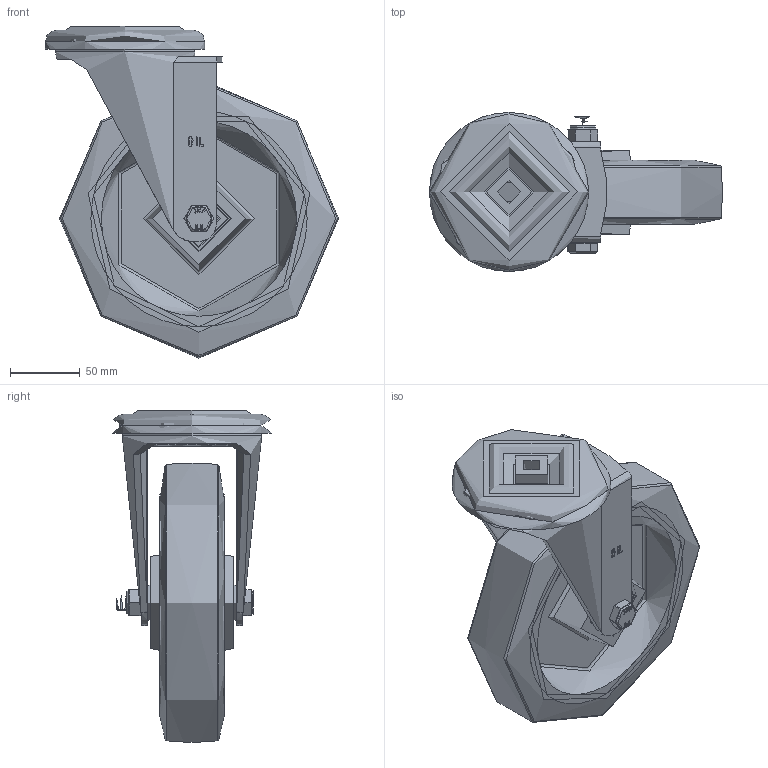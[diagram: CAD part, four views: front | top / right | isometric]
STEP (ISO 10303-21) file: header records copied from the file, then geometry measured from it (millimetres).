
FILE_DESCRIPTION(/* description */ (''),/* implementation_level */ '2;1');
FILE_NAME(/* name */ 'BZMM200RNBJBH16.step',/* time_stamp */ '2024-10-09T11:56:24+01:00',/* author */ (''),/* organization */ (''),/* preprocessor_version */ 'ST-DEVELOPER v20',/* originating_system */ 'Autodesk Translation Framework v13.20.0.188',/* authorisation */ '');
FILE_SCHEMA (('AUTOMOTIVE_DESIGN { 1 0 10303 214 3 1 1 }'));
Length unit declared in the file: millimetre
Products named in the file (27): BZMM200RNBJBH16; BZMM200ASBH16 - 64 v1; ZINC PLATED, PRESSED STEEL HEAD; ZINC PLATED, PRESSED STEEL FORKS; BZH200WRNBJM20 v1; 75 SHORE A ELASTIC RUBBER TYRE; NYLON RIM; BEARING SPACER; BEARING6204; BALL BEARINGS; BEARING6204 (1); BALL BEARINGS (1); Component3; INNER; OUTER; MIDDLE; RUBBER; TH20X2X12 v1; ZINC PLATED HEADED SPACER; TH20X2X12 v1 (1); ZINC PLATED HEADED SPACER (1); NYLOCM12Z v1; NYLOC NUT; NUT; RUBBER (1); HEXBOLTM12X90Z8.8 v2; GRADE 8.8 ZINC PLATED BOLT (1)
Assembly tree (45 placements, depth 5):
  BZMM200RNBJBH16
    BZMM200ASBH16 - 64 v1
      ZINC PLATED, PRESSED STEEL HEAD
      ZINC PLATED, PRESSED STEEL FORKS
    BZH200WRNBJM20 v1
      75 SHORE A ELASTIC RUBBER TYRE
      NYLON RIM
      BEARING SPACER
      BEARING6204
        INNER
        OUTER
        BALL BEARINGS
          Component3  x8
        MIDDLE
        RUBBER
      BEARING6204 (1)
        BALL BEARINGS (1)
          Component3  x8
        INNER
        OUTER
        MIDDLE
        RUBBER
    TH20X2X12 v1
      ZINC PLATED HEADED SPACER
    TH20X2X12 v1 (1)
      ZINC PLATED HEADED SPACER (1)
    NYLOCM12Z v1
      NYLOC NUT
        NUT
        RUBBER (1)
    HEXBOLTM12X90Z8.8 v2
      GRADE 8.8 ZINC PLATED BOLT (1)
Bounding box: 210 x 114 x 237.9 mm (x, y, z)
Volume: 1199565 mm3; surface area: 304962.6 mm2
Topology: 36 solids, 36 shells, 1115 faces, 2817 edges, 1866 vertices
Faces by surface type: plane 467, bspline 336, cylinder 203, sphere 66, torus 31, cone 12
Full cylindrical faces by diameter (mm): 9.836 x16, 11.834 x16, 12 x3, 12.2 x4, 14 x2, 16.2 x1, 17.75 x1, 18.5 x1, 19.8 x2, 20 x3, 24 x1, 25 x2, 27 x2, 28.5 x8, 30.8 x4, 31.3 x4, 32.5 x3, 40.3 x4, 40.5 x4, 40.8 x4, 41 x1, 42 x10, 45.5 x1, 47 x5, 52 x1, 74 x1, 92 x1, 100 x1, 104 x1, 114 x1
Entity records: 32049 total; most frequent: CARTESIAN_POINT 14401, ORIENTED_EDGE 3708, DIRECTION 3045, EDGE_CURVE 1854, VERTEX_POINT 1228, AXIS2_PLACEMENT_3D 1107, EDGE_LOOP 900, LINE 831
